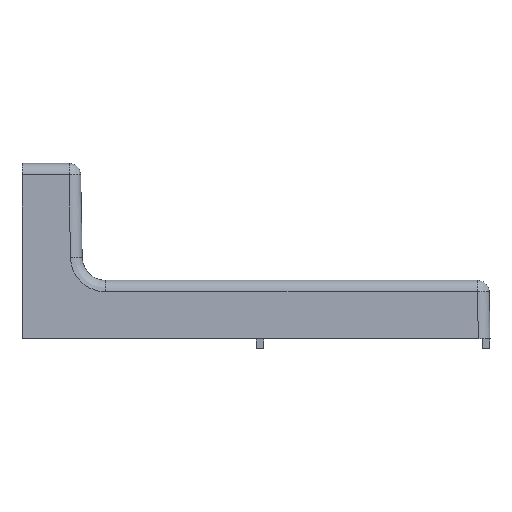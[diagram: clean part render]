
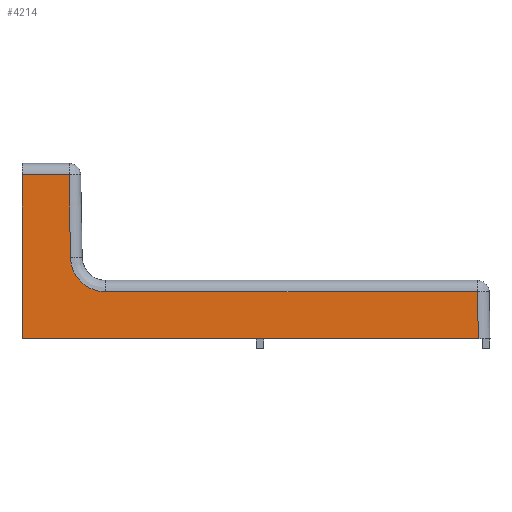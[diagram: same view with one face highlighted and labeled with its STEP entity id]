
A CAD part, top view. The second image highlights one B-rep face of the part: STEP entity #4214.
In plain terms, the highlighted planar face has unit normal (0, 0.018, 1).
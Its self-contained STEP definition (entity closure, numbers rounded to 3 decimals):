
#62 = CARTESIAN_POINT ( 'NONE',  ( 117.819, 0., 14.098 ) ) ;
#106 = VERTEX_POINT ( 'NONE', #4032 ) ;
#110 = DIRECTION ( 'NONE',  ( -0.017, 1., -0.017 ) ) ;
#289 = VERTEX_POINT ( 'NONE', #2459 ) ;
#323 = LINE ( 'NONE', #7633, #6892 ) ;
#830 = LINE ( 'NONE', #6957, #4183 ) ;
#1096 = FACE_OUTER_BOUND ( 'NONE', #7948, .T. ) ;
#1515 = VERTEX_POINT ( 'NONE', #1994 ) ;
#1994 = CARTESIAN_POINT ( 'NONE',  ( 0., 42.347, 13.359 ) ) ;
#2202 = VECTOR ( 'NONE', #6685, 1000. ) ;
#2310 = CARTESIAN_POINT ( 'NONE',  ( 117.819, 0., 14.098 ) ) ;
#2459 = CARTESIAN_POINT ( 'NONE',  ( 12.136, 42.347, 13.359 ) ) ;
#2990 = CARTESIAN_POINT ( 'NONE',  ( 12.508, 21.042, 13.731 ) ) ;
#3030 = VERTEX_POINT ( 'NONE', #8075 ) ;
#3197 = CARTESIAN_POINT ( 'NONE',  ( 17.109, 13.308, 13.866 ) ) ;
#3336 = ORIENTED_EDGE ( 'NONE', *, *, #5309, .T. ) ;
#3345 = ORIENTED_EDGE ( 'NONE', *, *, #5088, .T. ) ;
#3372 = CARTESIAN_POINT ( 'NONE',  ( 19.972, 12.279, 13.884 ) ) ;
#3393 = ORIENTED_EDGE ( 'NONE', *, *, #7965, .T. ) ;
#3475 = ORIENTED_EDGE ( 'NONE', *, *, #5949, .T. ) ;
#3527 = CARTESIAN_POINT ( 'NONE',  ( 20.885, 12.155, 13.886 ) ) ;
#3543 = CARTESIAN_POINT ( 'NONE',  ( 20.41, 12.209, 13.885 ) ) ;
#3546 = CARTESIAN_POINT ( 'NONE',  ( 21.57, 12.137, 13.886 ) ) ;
#3576 = CARTESIAN_POINT ( 'NONE',  ( 20.004, 12.273, 13.884 ) ) ;
#3708 = CARTESIAN_POINT ( 'NONE',  ( 14.997, 14.952, 13.837 ) ) ;
#3726 = CARTESIAN_POINT ( 'NONE',  ( 15.658, 14.303, 13.848 ) ) ;
#3763 = CARTESIAN_POINT ( 'NONE',  ( 16.139, 13.918, 13.855 ) ) ;
#3790 = CARTESIAN_POINT ( 'NONE',  ( 16.722, 13.542, 13.862 ) ) ;
#3800 = CARTESIAN_POINT ( 'NONE',  ( 16.914, 13.424, 13.864 ) ) ;
#3847 = CARTESIAN_POINT ( 'NONE',  ( 19.65, 12.338, 13.883 ) ) ;
#3856 = CARTESIAN_POINT ( 'NONE',  ( 16.785, 13.502, 13.862 ) ) ;
#3881 = CARTESIAN_POINT ( 'NONE',  ( 17.572, 13.056, 13.87 ) ) ;
#3956 = CARTESIAN_POINT ( 'NONE',  ( 13.403, 17.265, 13.797 ) ) ;
#4032 = CARTESIAN_POINT ( 'NONE',  ( 117.608, 12.137, 13.886 ) ) ;
#4041 = CARTESIAN_POINT ( 'NONE',  ( 13.203, 17.716, 13.789 ) ) ;
#4061 = CARTESIAN_POINT ( 'NONE',  ( 12.508, 21.042, 13.731 ) ) ;
#4069 = CARTESIAN_POINT ( 'NONE',  ( 12.933, 18.427, 13.776 ) ) ;
#4087 = CARTESIAN_POINT ( 'NONE',  ( 14.352, 15.715, 13.824 ) ) ;
#4100 = ORIENTED_EDGE ( 'NONE', *, *, #8697, .T. ) ;
#4183 = VECTOR ( 'NONE', #6953, 1000. ) ;
#4214 = ADVANCED_FACE ( 'NONE', ( #1096 ), #4818, .T. ) ;
#4215 = CARTESIAN_POINT ( 'NONE',  ( 12.738, 19.162, 13.764 ) ) ;
#4384 = CARTESIAN_POINT ( 'NONE',  ( 20.173, 12.245, 13.884 ) ) ;
#4484 = CARTESIAN_POINT ( 'NONE',  ( 20.071, 12.261, 13.884 ) ) ;
#4511 = CARTESIAN_POINT ( 'NONE',  ( 19.227, 12.436, 13.881 ) ) ;
#4542 = ORIENTED_EDGE ( 'NONE', *, *, #7936, .T. ) ;
#4547 = AXIS2_PLACEMENT_3D ( 'NONE', #4843, #4911, #4799 ) ;
#4610 = CARTESIAN_POINT ( 'NONE',  ( 13.079, 18.018, 13.783 ) ) ;
#4624 = CARTESIAN_POINT ( 'NONE',  ( 12.797, 18.915, 13.768 ) ) ;
#4627 = ORIENTED_EDGE ( 'NONE', *, *, #5990, .T. ) ;
#4799 = DIRECTION ( 'NONE',  ( 0., -1., 0.017 ) ) ;
#4818 = PLANE ( 'NONE',  #4547 ) ;
#4843 = CARTESIAN_POINT ( 'NONE',  ( 120.84, 0., 14.098 ) ) ;
#4876 = CARTESIAN_POINT ( 'NONE',  ( 12.692, 19.377, 13.76 ) ) ;
#4911 = DIRECTION ( 'NONE',  ( 0., 0.017, 1. ) ) ;
#5026 = CARTESIAN_POINT ( 'NONE',  ( 13.218, 17.679, 13.789 ) ) ;
#5062 = CARTESIAN_POINT ( 'NONE',  ( 12.715, 19.268, 13.762 ) ) ;
#5088 = EDGE_CURVE ( 'NONE', #3030, #6946, #8375, .T. ) ;
#5309 = EDGE_CURVE ( 'NONE', #6946, #289, #6715, .T. ) ;
#5322 = CARTESIAN_POINT ( 'NONE',  ( 12.577, 19.949, 13.75 ) ) ;
#5621 = CARTESIAN_POINT ( 'NONE',  ( 14.685, 15.292, 13.831 ) ) ;
#5731 = CARTESIAN_POINT ( 'NONE',  ( 12.7, 19.34, 13.76 ) ) ;
#5764 = VERTEX_POINT ( 'NONE', #2310 ) ;
#5847 = CARTESIAN_POINT ( 'NONE',  ( 13.639, 16.794, 13.805 ) ) ;
#5857 = CARTESIAN_POINT ( 'NONE',  ( 13.293, 17.506, 13.792 ) ) ;
#5866 = CARTESIAN_POINT ( 'NONE',  ( 13.248, 17.61, 13.791 ) ) ;
#5883 = CARTESIAN_POINT ( 'NONE',  ( 18.334, 12.734, 13.876 ) ) ;
#5895 = CARTESIAN_POINT ( 'NONE',  ( 18.743, 12.587, 13.878 ) ) ;
#5920 = CARTESIAN_POINT ( 'NONE',  ( 18.504, 12.67, 13.877 ) ) ;
#5949 = EDGE_CURVE ( 'NONE', #5764, #106, #6177, .T. ) ;
#5964 = CARTESIAN_POINT ( 'NONE',  ( 21.295, 12.137, 13.886 ) ) ;
#5977 = CARTESIAN_POINT ( 'NONE',  ( 18.402, 12.708, 13.876 ) ) ;
#5990 = EDGE_CURVE ( 'NONE', #289, #1515, #8743, .T. ) ;
#5998 = VECTOR ( 'NONE', #110, 1000. ) ;
#6177 = LINE ( 'NONE', #62, #5998 ) ;
#6180 = LINE ( 'NONE', #6657, #2202 ) ;
#6539 = CARTESIAN_POINT ( 'NONE',  ( 18.301, 12.747, 13.876 ) ) ;
#6657 = CARTESIAN_POINT ( 'NONE',  ( 120.84, 12.137, 13.886 ) ) ;
#6685 = DIRECTION ( 'NONE',  ( -1., 0., 0. ) ) ;
#6715 = LINE ( 'NONE', #7471, #7890 ) ;
#6759 = CARTESIAN_POINT ( 'NONE',  ( 17.984, 12.871, 13.873 ) ) ;
#6785 = CARTESIAN_POINT ( 'NONE',  ( 14.127, 16.028, 13.818 ) ) ;
#6805 = CARTESIAN_POINT ( 'NONE',  ( 14.082, 16.093, 13.817 ) ) ;
#6892 = VECTOR ( 'NONE', #7349, 1000. ) ;
#6946 = VERTEX_POINT ( 'NONE', #2990 ) ;
#6953 = DIRECTION ( 'NONE',  ( 0., -1., 0.017 ) ) ;
#6957 = CARTESIAN_POINT ( 'NONE',  ( 0., 42.347, 13.359 ) ) ;
#6965 = VERTEX_POINT ( 'NONE', #8361 ) ;
#7349 = DIRECTION ( 'NONE',  ( 1., 0., 0. ) ) ;
#7454 = DIRECTION ( 'NONE',  ( -0.017, 1., -0.017 ) ) ;
#7471 = CARTESIAN_POINT ( 'NONE',  ( 12.508, 21.042, 13.731 ) ) ;
#7633 = CARTESIAN_POINT ( 'NONE',  ( 120.84, 0., 14.098 ) ) ;
#7890 = VECTOR ( 'NONE', #7454, 1000. ) ;
#7936 = EDGE_CURVE ( 'NONE', #1515, #6965, #830, .T. ) ;
#7948 = EDGE_LOOP ( 'NONE', ( #4627, #4542, #4100, #3475, #3393, #3345, #3336 ) ) ;
#7965 = EDGE_CURVE ( 'NONE', #106, #3030, #6180, .T. ) ;
#8075 = CARTESIAN_POINT ( 'NONE',  ( 21.57, 12.137, 13.886 ) ) ;
#8361 = CARTESIAN_POINT ( 'NONE',  ( 0., 0., 14.098 ) ) ;
#8375 = B_SPLINE_CURVE_WITH_KNOTS ( 'NONE', 3,
 ( #3546, #5964, #3527, #3543, #4384, #4484, #3576, #3372, #3847, #4511, #5895, #5920, #5977, #5883, #6539, #6759, #3881, #3197, #3800, #3856, #3790, #3763, #3726, #3708, #5621, #4087, #8863, #6785, #6805, #8687, #5847, #3956, #5857, #5866, #5026, #4041, #4610, #4069, #4624, #4215, #5062, #5731, #4876, #5322, #9027, #4061 ),
 .UNSPECIFIED., .F., .F.,
 ( 4, 1, 1, 1, 2, 2, 1, 1, 1, 2, 2, 1, 1, 2, 2, 2, 1, 1, 2, 2, 1, 1, 1, 2, 2, 1, 1, 1, 2, 2, 4 ),
 ( 0., 0.062, 0.094, 0.109, 0.117, 0.125, 0.187, 0.219, 0.234, 0.242, 0.25, 0.312, 0.344, 0.359, 0.375, 0.5, 0.562, 0.594, 0.609, 0.625, 0.687, 0.719, 0.734, 0.742, 0.75, 0.812, 0.844, 0.859, 0.867, 0.875, 1. ),
 .UNSPECIFIED. ) ;
#8687 = CARTESIAN_POINT ( 'NONE',  ( 13.872, 16.407, 13.812 ) ) ;
#8697 = EDGE_CURVE ( 'NONE', #6965, #5764, #323, .T. ) ;
#8743 = LINE ( 'NONE', #9070, #8782 ) ;
#8782 = VECTOR ( 'NONE', #9058, 1000. ) ;
#8863 = CARTESIAN_POINT ( 'NONE',  ( 14.216, 15.902, 13.82 ) ) ;
#9027 = CARTESIAN_POINT ( 'NONE',  ( 12.518, 20.492, 13.74 ) ) ;
#9058 = DIRECTION ( 'NONE',  ( -1., 0., 0. ) ) ;
#9070 = CARTESIAN_POINT ( 'NONE',  ( 120.84, 42.347, 13.359 ) ) ;
